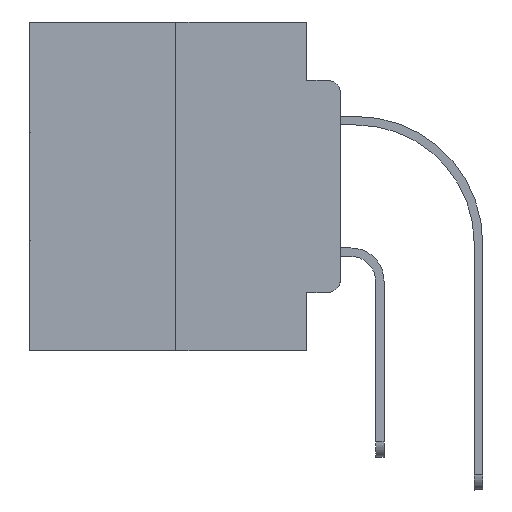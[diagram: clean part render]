
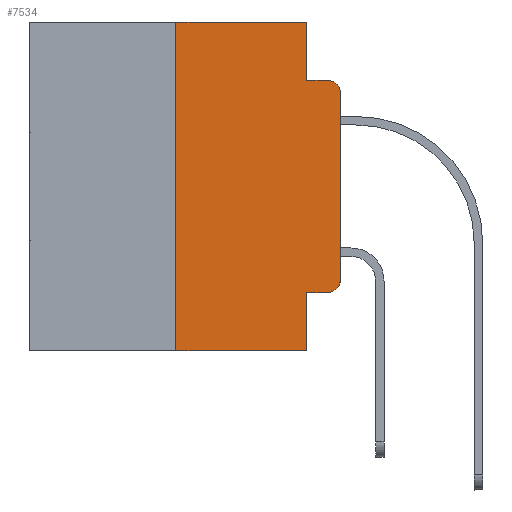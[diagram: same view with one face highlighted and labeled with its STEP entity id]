
A CAD part, left-side view. The second image highlights one B-rep face of the part: STEP entity #7534.
In plain terms, the highlighted planar face has unit normal (-1, 0, 0).
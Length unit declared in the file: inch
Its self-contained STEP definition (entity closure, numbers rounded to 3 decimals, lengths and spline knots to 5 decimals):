
#154 = CARTESIAN_POINT ( 'NONE',  ( 0., 0.02, -0.1085 ) ) ;
#724 = PLANE ( 'NONE',  #23320 ) ;
#752 = EDGE_CURVE ( 'NONE', #12610, #29024, #27550, .T. ) ;
#799 = DIRECTION ( 'NONE',  ( 0., 0., -1. ) ) ;
#868 = VERTEX_POINT ( 'NONE', #21475 ) ;
#991 = AXIS2_PLACEMENT_3D ( 'NONE', #154, #27686, #6850 ) ;
#1695 = ORIENTED_EDGE ( 'NONE', *, *, #22474, .F. ) ;
#1769 = CARTESIAN_POINT ( 'NONE',  ( 0., 0.473, 0. ) ) ;
#1781 = CARTESIAN_POINT ( 'NONE',  ( 0., 0., -0.1085 ) ) ;
#1805 = DIRECTION ( 'NONE',  ( 0., 0., 1. ) ) ;
#2960 = EDGE_CURVE ( 'NONE', #10691, #11496, #15944, .T. ) ;
#3321 = DIRECTION ( 'NONE',  ( 0., 0., -1. ) ) ;
#3820 = CARTESIAN_POINT ( 'NONE',  ( 0., 0.25, 0. ) ) ;
#3854 = DIRECTION ( 'NONE',  ( 0., 0., -1. ) ) ;
#4056 = LINE ( 'NONE', #1769, #9551 ) ;
#5320 = CARTESIAN_POINT ( 'NONE',  ( 0., 0.051, -0.4115 ) ) ;
#5364 = CARTESIAN_POINT ( 'NONE',  ( 0., 0.02, -0.3915 ) ) ;
#5443 = DIRECTION ( 'NONE',  ( 1., 0., 0. ) ) ;
#5821 = ORIENTED_EDGE ( 'NONE', *, *, #18858, .F. ) ;
#5910 = VECTOR ( 'NONE', #24236, 39.37008 ) ;
#6384 = CARTESIAN_POINT ( 'NONE',  ( 0., 0.051, -0.5 ) ) ;
#6417 = LINE ( 'NONE', #12970, #14128 ) ;
#6819 = CARTESIAN_POINT ( 'NONE',  ( 0., 0.25, -0.5 ) ) ;
#6826 = CIRCLE ( 'NONE', #21425, 0.02 ) ;
#6850 = DIRECTION ( 'NONE',  ( 0., 0., -1. ) ) ;
#7430 = CARTESIAN_POINT ( 'NONE',  ( 0., 0.02, -0.4115 ) ) ;
#7534 = ADVANCED_FACE ( 'NONE', ( #21590 ), #724, .F. ) ;
#7750 = ORIENTED_EDGE ( 'NONE', *, *, #22393, .T. ) ;
#8565 = CARTESIAN_POINT ( 'NONE',  ( 0., 0.051, -0.4115 ) ) ;
#8965 = EDGE_CURVE ( 'NONE', #27942, #28696, #17272, .T. ) ;
#9025 = VERTEX_POINT ( 'NONE', #27120 ) ;
#9551 = VECTOR ( 'NONE', #22613, 39.37008 ) ;
#10530 = CARTESIAN_POINT ( 'NONE',  ( 0., 0., -0.3915 ) ) ;
#10691 = VERTEX_POINT ( 'NONE', #10530 ) ;
#11496 = VERTEX_POINT ( 'NONE', #1781 ) ;
#12435 = CARTESIAN_POINT ( 'NONE',  ( 0., 0.473, -0.5 ) ) ;
#12610 = VERTEX_POINT ( 'NONE', #24290 ) ;
#12686 = EDGE_CURVE ( 'NONE', #15558, #28696, #17010, .T. ) ;
#12950 = DIRECTION ( 'NONE',  ( 0., 0., 1. ) ) ;
#12970 = CARTESIAN_POINT ( 'NONE',  ( 0., 0.051, -0.0885 ) ) ;
#14128 = VECTOR ( 'NONE', #22397, 39.37008 ) ;
#14968 = CARTESIAN_POINT ( 'NONE',  ( 0., 0.051, 0. ) ) ;
#15558 = VERTEX_POINT ( 'NONE', #6819 ) ;
#15607 = VERTEX_POINT ( 'NONE', #7430 ) ;
#15867 = CARTESIAN_POINT ( 'NONE',  ( 0., 0.051, 0. ) ) ;
#15944 = LINE ( 'NONE', #22494, #24182 ) ;
#16072 = CIRCLE ( 'NONE', #991, 0.02 ) ;
#16110 = ORIENTED_EDGE ( 'NONE', *, *, #24005, .T. ) ;
#16345 = VECTOR ( 'NONE', #12950, 39.37008 ) ;
#16785 = DIRECTION ( 'NONE',  ( -1., 0., 0. ) ) ;
#17010 = LINE ( 'NONE', #12435, #21017 ) ;
#17272 = LINE ( 'NONE', #14968, #5910 ) ;
#17767 = ORIENTED_EDGE ( 'NONE', *, *, #18380, .F. ) ;
#18380 = EDGE_CURVE ( 'NONE', #15558, #9025, #20392, .T. ) ;
#18546 = VECTOR ( 'NONE', #3854, 39.37008 ) ;
#18609 = ORIENTED_EDGE ( 'NONE', *, *, #2960, .T. ) ;
#18669 = ORIENTED_EDGE ( 'NONE', *, *, #12686, .T. ) ;
#18858 = EDGE_CURVE ( 'NONE', #9025, #12610, #4056, .T. ) ;
#18865 = EDGE_LOOP ( 'NONE', ( #18609, #16110, #1695, #20953, #5821, #17767, #18669, #20714, #23070, #7750 ) ) ;
#20392 = LINE ( 'NONE', #3820, #16345 ) ;
#20714 = ORIENTED_EDGE ( 'NONE', *, *, #8965, .F. ) ;
#20953 = ORIENTED_EDGE ( 'NONE', *, *, #752, .F. ) ;
#21017 = VECTOR ( 'NONE', #28857, 39.37008 ) ;
#21085 = VECTOR ( 'NONE', #26967, 39.37008 ) ;
#21425 = AXIS2_PLACEMENT_3D ( 'NONE', #5364, #16785, #799 ) ;
#21475 = CARTESIAN_POINT ( 'NONE',  ( 0., 0.02, -0.0885 ) ) ;
#21590 = FACE_OUTER_BOUND ( 'NONE', #18865, .T. ) ;
#22393 = EDGE_CURVE ( 'NONE', #15607, #10691, #6826, .T. ) ;
#22397 = DIRECTION ( 'NONE',  ( 0., -1., 0. ) ) ;
#22474 = EDGE_CURVE ( 'NONE', #29024, #868, #6417, .T. ) ;
#22494 = CARTESIAN_POINT ( 'NONE',  ( 0., 0., 0. ) ) ;
#22613 = DIRECTION ( 'NONE',  ( 0., -1., 0. ) ) ;
#23070 = ORIENTED_EDGE ( 'NONE', *, *, #30005, .T. ) ;
#23320 = AXIS2_PLACEMENT_3D ( 'NONE', #28551, #5443, #3321 ) ;
#24005 = EDGE_CURVE ( 'NONE', #11496, #868, #16072, .T. ) ;
#24182 = VECTOR ( 'NONE', #1805, 39.37008 ) ;
#24236 = DIRECTION ( 'NONE',  ( 0., 0., -1. ) ) ;
#24290 = CARTESIAN_POINT ( 'NONE',  ( 0., 0.051, 0. ) ) ;
#26896 = CARTESIAN_POINT ( 'NONE',  ( 0., 0.051, -0.0885 ) ) ;
#26967 = DIRECTION ( 'NONE',  ( 0., -1., 0. ) ) ;
#27120 = CARTESIAN_POINT ( 'NONE',  ( 0., 0.25, 0. ) ) ;
#27550 = LINE ( 'NONE', #15867, #18546 ) ;
#27686 = DIRECTION ( 'NONE',  ( -1., 0., 0. ) ) ;
#27942 = VERTEX_POINT ( 'NONE', #5320 ) ;
#28551 = CARTESIAN_POINT ( 'NONE',  ( 0., 0.473, 0. ) ) ;
#28696 = VERTEX_POINT ( 'NONE', #6384 ) ;
#28857 = DIRECTION ( 'NONE',  ( 0., -1., 0. ) ) ;
#29024 = VERTEX_POINT ( 'NONE', #26896 ) ;
#29235 = LINE ( 'NONE', #8565, #21085 ) ;
#30005 = EDGE_CURVE ( 'NONE', #27942, #15607, #29235, .T. ) ;
